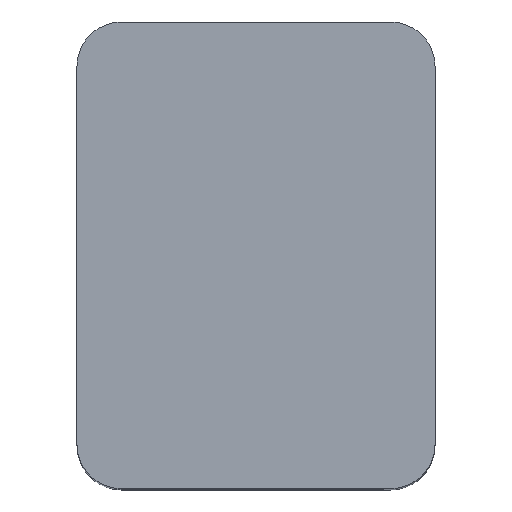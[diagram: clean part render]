
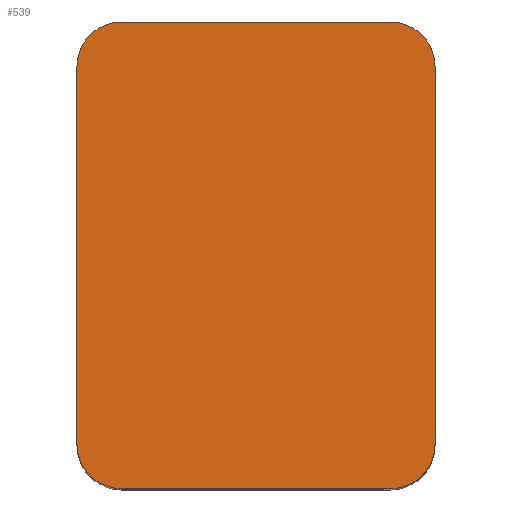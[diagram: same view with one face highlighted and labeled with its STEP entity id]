
A CAD part, top view. The second image highlights one B-rep face of the part: STEP entity #539.
In plain terms, the highlighted planar face has unit normal (0, 0, 1).
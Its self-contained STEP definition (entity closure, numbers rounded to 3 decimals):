
#33=FACE_OUTER_BOUND('',#60,.T.);
#60=EDGE_LOOP('',(#423,#424,#425,#426,#427,#428,#429,#430));
#81=CIRCLE('',#581,2.);
#84=CIRCLE('',#590,2.);
#85=CIRCLE('',#592,2.);
#86=CIRCLE('',#593,2.);
#125=LINE('',#846,#191);
#130=LINE('',#861,#196);
#131=LINE('',#863,#197);
#132=LINE('',#866,#198);
#191=VECTOR('',#685,10.);
#196=VECTOR('',#700,10.);
#197=VECTOR('',#701,10.);
#198=VECTOR('',#704,10.);
#246=VERTEX_POINT('',#815);
#247=VERTEX_POINT('',#817);
#255=VERTEX_POINT('',#844);
#258=VERTEX_POINT('',#853);
#259=VERTEX_POINT('',#858);
#260=VERTEX_POINT('',#859);
#261=VERTEX_POINT('',#862);
#262=VERTEX_POINT('',#864);
#302=EDGE_CURVE('',#246,#247,#81,.T.);
#317=EDGE_CURVE('',#246,#255,#125,.F.);
#322=EDGE_CURVE('',#258,#255,#84,.T.);
#324=EDGE_CURVE('',#259,#260,#85,.T.);
#325=EDGE_CURVE('',#259,#247,#130,.F.);
#326=EDGE_CURVE('',#258,#261,#131,.F.);
#327=EDGE_CURVE('',#262,#261,#86,.T.);
#328=EDGE_CURVE('',#262,#260,#132,.F.);
#423=ORIENTED_EDGE('',*,*,#324,.F.);
#424=ORIENTED_EDGE('',*,*,#325,.T.);
#425=ORIENTED_EDGE('',*,*,#302,.F.);
#426=ORIENTED_EDGE('',*,*,#317,.T.);
#427=ORIENTED_EDGE('',*,*,#322,.F.);
#428=ORIENTED_EDGE('',*,*,#326,.T.);
#429=ORIENTED_EDGE('',*,*,#327,.F.);
#430=ORIENTED_EDGE('',*,*,#328,.T.);
#515=PLANE('',#591);
#539=ADVANCED_FACE('',(#33),#515,.T.);
#581=AXIS2_PLACEMENT_3D('',#818,#658,#659);
#590=AXIS2_PLACEMENT_3D('',#855,#693,#694);
#591=AXIS2_PLACEMENT_3D('',#857,#696,#697);
#592=AXIS2_PLACEMENT_3D('',#860,#698,#699);
#593=AXIS2_PLACEMENT_3D('',#865,#702,#703);
#658=DIRECTION('center_axis',(0.,0.,-1.));
#659=DIRECTION('ref_axis',(-0.707,0.707,0.));
#685=DIRECTION('',(0.,1.,0.));
#693=DIRECTION('center_axis',(0.,0.,-1.));
#694=DIRECTION('ref_axis',(-0.707,-0.707,0.));
#696=DIRECTION('center_axis',(0.,0.,1.));
#697=DIRECTION('ref_axis',(1.,0.,0.));
#698=DIRECTION('center_axis',(0.,0.,-1.));
#699=DIRECTION('ref_axis',(0.707,0.707,0.));
#700=DIRECTION('',(1.,0.,0.));
#701=DIRECTION('',(-1.,0.,0.));
#702=DIRECTION('center_axis',(0.,0.,-1.));
#703=DIRECTION('ref_axis',(0.707,-0.707,0.));
#704=DIRECTION('',(0.,-1.,0.));
#815=CARTESIAN_POINT('',(-3.3,5.42,34.5));
#817=CARTESIAN_POINT('',(-1.3,7.42,34.5));
#818=CARTESIAN_POINT('Origin',(-1.3,5.42,34.5));
#844=CARTESIAN_POINT('',(-3.3,-11.58,34.5));
#846=CARTESIAN_POINT('',(-3.3,0.,34.5));
#853=CARTESIAN_POINT('',(-1.3,-13.58,34.5));
#855=CARTESIAN_POINT('Origin',(-1.3,-11.58,34.5));
#857=CARTESIAN_POINT('Origin',(4.,0.,34.5));
#858=CARTESIAN_POINT('',(10.82,7.42,34.5));
#859=CARTESIAN_POINT('',(12.82,5.42,34.5));
#860=CARTESIAN_POINT('Origin',(10.82,5.42,34.5));
#861=CARTESIAN_POINT('',(4.,7.42,34.5));
#862=CARTESIAN_POINT('',(10.82,-13.58,34.5));
#863=CARTESIAN_POINT('',(4.,-13.58,34.5));
#864=CARTESIAN_POINT('',(12.82,-11.58,34.5));
#865=CARTESIAN_POINT('Origin',(10.82,-11.58,34.5));
#866=CARTESIAN_POINT('',(12.82,0.,34.5));
